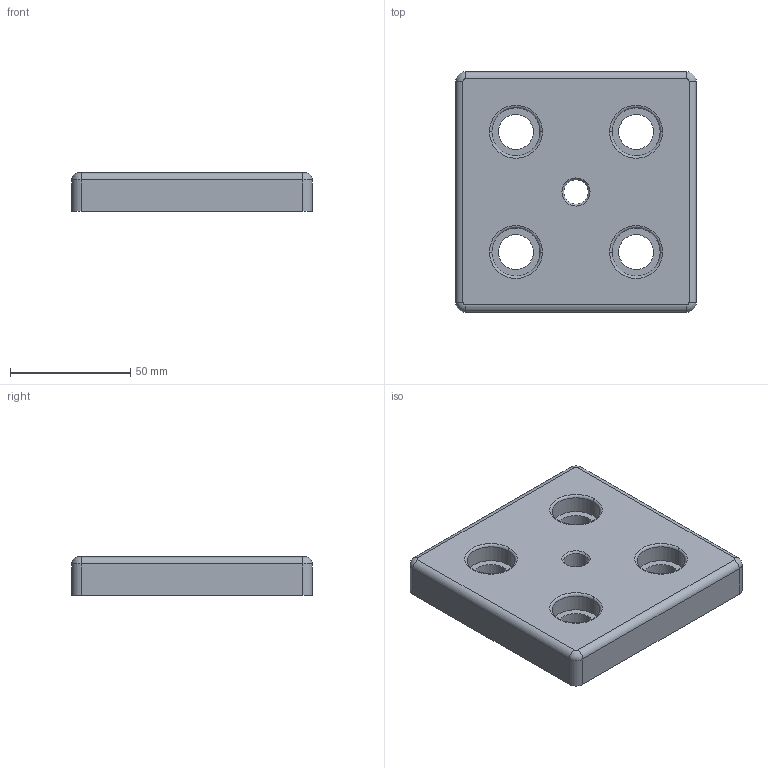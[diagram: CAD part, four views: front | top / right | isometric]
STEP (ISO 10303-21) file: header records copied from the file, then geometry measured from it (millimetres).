
FILE_DESCRIPTION (( 'STEP AP214' ), '1' );
FILE_NAME ('6431212', '2019-01-30T08:28:35', ( '' ), ('JUGARD+KÜNSTNER GmbH'), 'SwSTEP 2.0', 'SolidWorks 2017', '' );
FILE_SCHEMA (( 'AUTOMOTIVE_DESIGN' ));
Length unit declared in the file: inch
Products named in the file (1): 6431212
Bounding box: 100 x 100 x 16 mm (x, y, z)
Volume: 87511.9 mm3; surface area: 37513.5 mm2
Topology: 1 solids, 1 shells, 181 faces, 459 edges, 277 vertices
Faces by surface type: cylinder 89, sphere 34, torus 29, plane 27, cone 2
Entity records: 5524 total; most frequent: CARTESIAN_POINT 1121, DIRECTION 1055, ORIENTED_EDGE 846, AXIS2_PLACEMENT_3D 458, EDGE_CURVE 423, CIRCLE 276, VERTEX_POINT 253, EDGE_LOOP 200
